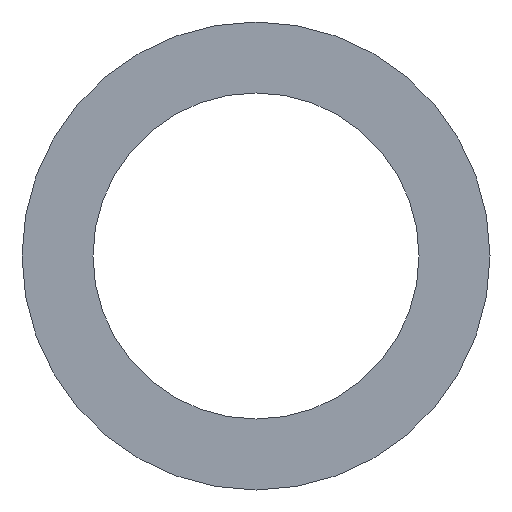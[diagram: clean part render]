
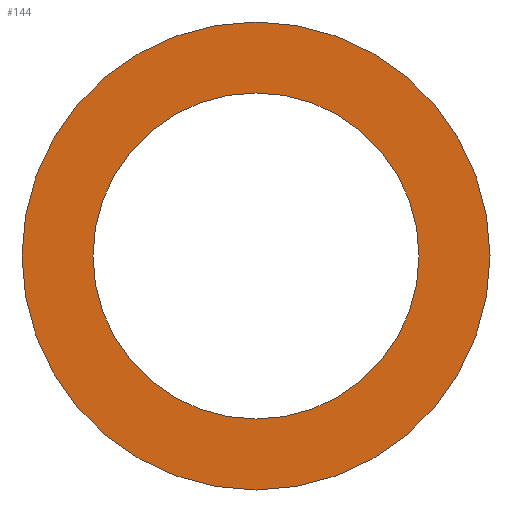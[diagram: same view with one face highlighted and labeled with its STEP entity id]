
A CAD part, left-side view. The second image highlights one B-rep face of the part: STEP entity #144.
In plain terms, the highlighted planar face has unit normal (-1, 0, 0).
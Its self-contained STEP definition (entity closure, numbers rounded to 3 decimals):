
#74 = VERTEX_POINT( '', #186 );
#80 = EDGE_CURVE( '', #136, #88, #192, .T. );
#88 = VERTEX_POINT( '', #201 );
#106 = VERTEX_POINT( '', #223 );
#130 = EDGE_CURVE( '', #74, #106, #250, .T. );
#136 = VERTEX_POINT( '', #256 );
#142 = EDGE_CURVE( '', #88, #136, #263, .T. );
#144 = ADVANCED_FACE( '', ( #265, #266 ), #267, .T. );
#148 = EDGE_CURVE( '', #106, #74, #271, .T. );
#186 = CARTESIAN_POINT( '', ( -136., -185., 0. ) );
#192 = CIRCLE( '', #313, 128.9 );
#201 = CARTESIAN_POINT( '', ( -136., 128.9, 0. ) );
#223 = CARTESIAN_POINT( '', ( -136., 185., 0. ) );
#250 = CIRCLE( '', #382, 185. );
#256 = CARTESIAN_POINT( '', ( -136., -128.9, 0. ) );
#263 = CIRCLE( '', #402, 128.9 );
#265 = FACE_BOUND( '', #404, .T. );
#266 = FACE_OUTER_BOUND( '', #405, .T. );
#267 = PLANE( '', #406 );
#271 = CIRCLE( '', #412, 185. );
#313 = AXIS2_PLACEMENT_3D( '', #441, #442, #443 );
#382 = AXIS2_PLACEMENT_3D( '', #519, #520, #521 );
#402 = AXIS2_PLACEMENT_3D( '', #533, #534, #535 );
#404 = EDGE_LOOP( '', ( #537, #538 ) );
#405 = EDGE_LOOP( '', ( #539, #540 ) );
#406 = AXIS2_PLACEMENT_3D( '', #541, #542, #543 );
#412 = AXIS2_PLACEMENT_3D( '', #547, #548, #549 );
#441 = CARTESIAN_POINT( '', ( -136., 0., 0. ) );
#442 = DIRECTION( '', ( -1., 0., 0. ) );
#443 = DIRECTION( '', ( 0., 1., 0. ) );
#519 = CARTESIAN_POINT( '', ( -136., 0., 0. ) );
#520 = DIRECTION( '', ( -1., 0., 0. ) );
#521 = DIRECTION( '', ( 0., 1., 0. ) );
#533 = CARTESIAN_POINT( '', ( -136., 0., 0. ) );
#534 = DIRECTION( '', ( -1., 0., 0. ) );
#535 = DIRECTION( '', ( 0., 1., 0. ) );
#537 = ORIENTED_EDGE( '', *, *, #142, .F. );
#538 = ORIENTED_EDGE( '', *, *, #80, .F. );
#539 = ORIENTED_EDGE( '', *, *, #148, .T. );
#540 = ORIENTED_EDGE( '', *, *, #130, .T. );
#541 = CARTESIAN_POINT( '', ( -136., 156.95, 0. ) );
#542 = DIRECTION( '', ( -1., 0., 0. ) );
#543 = DIRECTION( '', ( 0., 1., 0. ) );
#547 = CARTESIAN_POINT( '', ( -136., 0., 0. ) );
#548 = DIRECTION( '', ( -1., 0., 0. ) );
#549 = DIRECTION( '', ( 0., 1., 0. ) );
